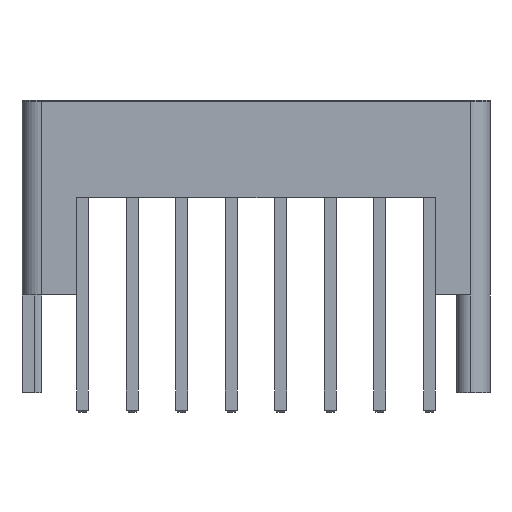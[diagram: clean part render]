
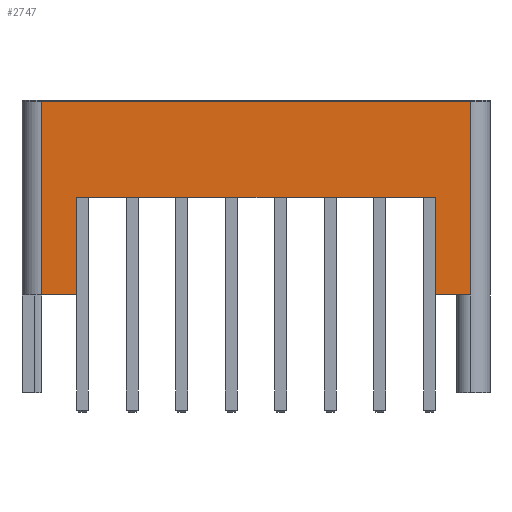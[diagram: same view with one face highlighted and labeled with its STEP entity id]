
A CAD part, left-side view. The second image highlights one B-rep face of the part: STEP entity #2747.
In plain terms, the highlighted planar face has unit normal (-1, 0, 0).
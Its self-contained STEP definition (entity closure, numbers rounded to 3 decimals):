
#76 = PLANE('',#77);
#77 = AXIS2_PLACEMENT_3D('',#78,#79,#80);
#78 = CARTESIAN_POINT('',(-2.2,3.11,-5.));
#79 = DIRECTION('',(1.,0.,0.));
#80 = DIRECTION('',(0.,-1.,0.));
#1940 = EDGE_CURVE('',#1941,#1943,#1945,.T.);
#1941 = VERTEX_POINT('',#1942);
#1942 = CARTESIAN_POINT('',(-2.2,2.11,9.9));
#1943 = VERTEX_POINT('',#1944);
#1944 = CARTESIAN_POINT('',(-2.2,-19.89,9.9));
#1945 = SURFACE_CURVE('',#1946,(#1950,#1957),.PCURVE_S1.);
#1946 = LINE('',#1947,#1948);
#1947 = CARTESIAN_POINT('',(-2.2,3.11,9.9));
#1948 = VECTOR('',#1949,1.);
#1949 = DIRECTION('',(0.,-1.,0.));
#1950 = PCURVE('',#76,#1951);
#1951 = DEFINITIONAL_REPRESENTATION('',(#1952),#1956);
#1952 = LINE('',#1953,#1954);
#1953 = CARTESIAN_POINT('',(0.,-14.9));
#1954 = VECTOR('',#1955,1.);
#1955 = DIRECTION('',(1.,0.));
#1956 = ( GEOMETRIC_REPRESENTATION_CONTEXT(2) 
PARAMETRIC_REPRESENTATION_CONTEXT() REPRESENTATION_CONTEXT('2D SPACE',''
  ) );
#1957 = PCURVE('',#1958,#1963);
#1958 = PLANE('',#1959);
#1959 = AXIS2_PLACEMENT_3D('',#1960,#1961,#1962);
#1960 = CARTESIAN_POINT('',(-2.2,3.11,-5.));
#1961 = DIRECTION('',(1.,0.,0.));
#1962 = DIRECTION('',(0.,-1.,0.));
#1963 = DEFINITIONAL_REPRESENTATION('',(#1964),#1968);
#1964 = LINE('',#1965,#1966);
#1965 = CARTESIAN_POINT('',(0.,-14.9));
#1966 = VECTOR('',#1967,1.);
#1967 = DIRECTION('',(1.,0.));
#1968 = ( GEOMETRIC_REPRESENTATION_CONTEXT(2) 
PARAMETRIC_REPRESENTATION_CONTEXT() REPRESENTATION_CONTEXT('2D SPACE',''
  ) );
#2033 = CYLINDRICAL_SURFACE('',#2034,1.);
#2034 = AXIS2_PLACEMENT_3D('',#2035,#2036,#2037);
#2035 = CARTESIAN_POINT('',(-1.2,2.11,-5.));
#2036 = DIRECTION('',(0.,0.,1.));
#2037 = DIRECTION('',(-1.,0.,0.));
#2087 = CYLINDRICAL_SURFACE('',#2088,1.);
#2088 = AXIS2_PLACEMENT_3D('',#2089,#2090,#2091);
#2089 = CARTESIAN_POINT('',(-1.2,-19.89,-5.));
#2090 = DIRECTION('',(0.,0.,1.));
#2091 = DIRECTION('',(-1.,0.,0.));
#2747 = ADVANCED_FACE('',(#2748),#1958,.F.);
#2748 = FACE_BOUND('',#2749,.F.);
#2749 = EDGE_LOOP('',(#2750,#2780,#2801,#2802,#2825,#2853,#2881,#2909));
#2750 = ORIENTED_EDGE('',*,*,#2751,.F.);
#2751 = EDGE_CURVE('',#2752,#2754,#2756,.T.);
#2752 = VERTEX_POINT('',#2753);
#2753 = CARTESIAN_POINT('',(-2.2,2.11,0.));
#2754 = VERTEX_POINT('',#2755);
#2755 = CARTESIAN_POINT('',(-2.2,0.31,0.));
#2756 = SURFACE_CURVE('',#2757,(#2761,#2768),.PCURVE_S1.);
#2757 = LINE('',#2758,#2759);
#2758 = CARTESIAN_POINT('',(-2.2,2.11,0.));
#2759 = VECTOR('',#2760,1.);
#2760 = DIRECTION('',(0.,-1.,0.));
#2761 = PCURVE('',#1958,#2762);
#2762 = DEFINITIONAL_REPRESENTATION('',(#2763),#2767);
#2763 = LINE('',#2764,#2765);
#2764 = CARTESIAN_POINT('',(1.,-5.));
#2765 = VECTOR('',#2766,1.);
#2766 = DIRECTION('',(1.,0.));
#2767 = ( GEOMETRIC_REPRESENTATION_CONTEXT(2) 
PARAMETRIC_REPRESENTATION_CONTEXT() REPRESENTATION_CONTEXT('2D SPACE',''
  ) );
#2768 = PCURVE('',#2769,#2774);
#2769 = PLANE('',#2770);
#2770 = AXIS2_PLACEMENT_3D('',#2771,#2772,#2773);
#2771 = CARTESIAN_POINT('',(8.8,-7.89,0.));
#2772 = DIRECTION('',(0.,0.,1.));
#2773 = DIRECTION('',(0.,-1.,0.));
#2774 = DEFINITIONAL_REPRESENTATION('',(#2775),#2779);
#2775 = LINE('',#2776,#2777);
#2776 = CARTESIAN_POINT('',(-10.,-11.));
#2777 = VECTOR('',#2778,1.);
#2778 = DIRECTION('',(1.,0.));
#2779 = ( GEOMETRIC_REPRESENTATION_CONTEXT(2) 
PARAMETRIC_REPRESENTATION_CONTEXT() REPRESENTATION_CONTEXT('2D SPACE',''
  ) );
#2780 = ORIENTED_EDGE('',*,*,#2781,.T.);
#2781 = EDGE_CURVE('',#2752,#1941,#2782,.T.);
#2782 = SURFACE_CURVE('',#2783,(#2787,#2794),.PCURVE_S1.);
#2783 = LINE('',#2784,#2785);
#2784 = CARTESIAN_POINT('',(-2.2,2.11,-5.));
#2785 = VECTOR('',#2786,1.);
#2786 = DIRECTION('',(0.,0.,1.));
#2787 = PCURVE('',#1958,#2788);
#2788 = DEFINITIONAL_REPRESENTATION('',(#2789),#2793);
#2789 = LINE('',#2790,#2791);
#2790 = CARTESIAN_POINT('',(1.,0.));
#2791 = VECTOR('',#2792,1.);
#2792 = DIRECTION('',(0.,-1.));
#2793 = ( GEOMETRIC_REPRESENTATION_CONTEXT(2) 
PARAMETRIC_REPRESENTATION_CONTEXT() REPRESENTATION_CONTEXT('2D SPACE',''
  ) );
#2794 = PCURVE('',#2033,#2795);
#2795 = DEFINITIONAL_REPRESENTATION('',(#2796),#2800);
#2796 = LINE('',#2797,#2798);
#2797 = CARTESIAN_POINT('',(-0.,0.));
#2798 = VECTOR('',#2799,1.);
#2799 = DIRECTION('',(-0.,1.));
#2800 = ( GEOMETRIC_REPRESENTATION_CONTEXT(2) 
PARAMETRIC_REPRESENTATION_CONTEXT() REPRESENTATION_CONTEXT('2D SPACE',''
  ) );
#2801 = ORIENTED_EDGE('',*,*,#1940,.T.);
#2802 = ORIENTED_EDGE('',*,*,#2803,.F.);
#2803 = EDGE_CURVE('',#2804,#1943,#2806,.T.);
#2804 = VERTEX_POINT('',#2805);
#2805 = CARTESIAN_POINT('',(-2.2,-19.89,0.));
#2806 = SURFACE_CURVE('',#2807,(#2811,#2818),.PCURVE_S1.);
#2807 = LINE('',#2808,#2809);
#2808 = CARTESIAN_POINT('',(-2.2,-19.89,-5.));
#2809 = VECTOR('',#2810,1.);
#2810 = DIRECTION('',(0.,0.,1.));
#2811 = PCURVE('',#1958,#2812);
#2812 = DEFINITIONAL_REPRESENTATION('',(#2813),#2817);
#2813 = LINE('',#2814,#2815);
#2814 = CARTESIAN_POINT('',(23.,0.));
#2815 = VECTOR('',#2816,1.);
#2816 = DIRECTION('',(0.,-1.));
#2817 = ( GEOMETRIC_REPRESENTATION_CONTEXT(2) 
PARAMETRIC_REPRESENTATION_CONTEXT() REPRESENTATION_CONTEXT('2D SPACE',''
  ) );
#2818 = PCURVE('',#2087,#2819);
#2819 = DEFINITIONAL_REPRESENTATION('',(#2820),#2824);
#2820 = LINE('',#2821,#2822);
#2821 = CARTESIAN_POINT('',(0.,0.));
#2822 = VECTOR('',#2823,1.);
#2823 = DIRECTION('',(0.,1.));
#2824 = ( GEOMETRIC_REPRESENTATION_CONTEXT(2) 
PARAMETRIC_REPRESENTATION_CONTEXT() REPRESENTATION_CONTEXT('2D SPACE',''
  ) );
#2825 = ORIENTED_EDGE('',*,*,#2826,.F.);
#2826 = EDGE_CURVE('',#2827,#2804,#2829,.T.);
#2827 = VERTEX_POINT('',#2828);
#2828 = CARTESIAN_POINT('',(-2.2,-18.09,0.));
#2829 = SURFACE_CURVE('',#2830,(#2834,#2841),.PCURVE_S1.);
#2830 = LINE('',#2831,#2832);
#2831 = CARTESIAN_POINT('',(-2.2,2.11,0.));
#2832 = VECTOR('',#2833,1.);
#2833 = DIRECTION('',(0.,-1.,0.));
#2834 = PCURVE('',#1958,#2835);
#2835 = DEFINITIONAL_REPRESENTATION('',(#2836),#2840);
#2836 = LINE('',#2837,#2838);
#2837 = CARTESIAN_POINT('',(1.,-5.));
#2838 = VECTOR('',#2839,1.);
#2839 = DIRECTION('',(1.,0.));
#2840 = ( GEOMETRIC_REPRESENTATION_CONTEXT(2) 
PARAMETRIC_REPRESENTATION_CONTEXT() REPRESENTATION_CONTEXT('2D SPACE',''
  ) );
#2841 = PCURVE('',#2842,#2847);
#2842 = PLANE('',#2843);
#2843 = AXIS2_PLACEMENT_3D('',#2844,#2845,#2846);
#2844 = CARTESIAN_POINT('',(9.8,-8.89,0.));
#2845 = DIRECTION('',(0.,0.,1.));
#2846 = DIRECTION('',(0.,-1.,0.));
#2847 = DEFINITIONAL_REPRESENTATION('',(#2848),#2852);
#2848 = LINE('',#2849,#2850);
#2849 = CARTESIAN_POINT('',(-11.,-12.));
#2850 = VECTOR('',#2851,1.);
#2851 = DIRECTION('',(1.,0.));
#2852 = ( GEOMETRIC_REPRESENTATION_CONTEXT(2) 
PARAMETRIC_REPRESENTATION_CONTEXT() REPRESENTATION_CONTEXT('2D SPACE',''
  ) );
#2853 = ORIENTED_EDGE('',*,*,#2854,.T.);
#2854 = EDGE_CURVE('',#2827,#2855,#2857,.T.);
#2855 = VERTEX_POINT('',#2856);
#2856 = CARTESIAN_POINT('',(-2.2,-18.09,5.));
#2857 = SURFACE_CURVE('',#2858,(#2862,#2869),.PCURVE_S1.);
#2858 = LINE('',#2859,#2860);
#2859 = CARTESIAN_POINT('',(-2.2,-18.09,-5.));
#2860 = VECTOR('',#2861,1.);
#2861 = DIRECTION('',(0.,0.,1.));
#2862 = PCURVE('',#1958,#2863);
#2863 = DEFINITIONAL_REPRESENTATION('',(#2864),#2868);
#2864 = LINE('',#2865,#2866);
#2865 = CARTESIAN_POINT('',(21.2,0.));
#2866 = VECTOR('',#2867,1.);
#2867 = DIRECTION('',(0.,-1.));
#2868 = ( GEOMETRIC_REPRESENTATION_CONTEXT(2) 
PARAMETRIC_REPRESENTATION_CONTEXT() REPRESENTATION_CONTEXT('2D SPACE',''
  ) );
#2869 = PCURVE('',#2870,#2875);
#2870 = PLANE('',#2871);
#2871 = AXIS2_PLACEMENT_3D('',#2872,#2873,#2874);
#2872 = CARTESIAN_POINT('',(-2.2,-18.09,-5.));
#2873 = DIRECTION('',(0.,1.,0.));
#2874 = DIRECTION('',(1.,0.,0.));
#2875 = DEFINITIONAL_REPRESENTATION('',(#2876),#2880);
#2876 = LINE('',#2877,#2878);
#2877 = CARTESIAN_POINT('',(0.,0.));
#2878 = VECTOR('',#2879,1.);
#2879 = DIRECTION('',(0.,-1.));
#2880 = ( GEOMETRIC_REPRESENTATION_CONTEXT(2) 
PARAMETRIC_REPRESENTATION_CONTEXT() REPRESENTATION_CONTEXT('2D SPACE',''
  ) );
#2881 = ORIENTED_EDGE('',*,*,#2882,.F.);
#2882 = EDGE_CURVE('',#2883,#2855,#2885,.T.);
#2883 = VERTEX_POINT('',#2884);
#2884 = CARTESIAN_POINT('',(-2.2,0.31,5.));
#2885 = SURFACE_CURVE('',#2886,(#2890,#2897),.PCURVE_S1.);
#2886 = LINE('',#2887,#2888);
#2887 = CARTESIAN_POINT('',(-2.2,0.31,5.));
#2888 = VECTOR('',#2889,1.);
#2889 = DIRECTION('',(0.,-1.,0.));
#2890 = PCURVE('',#1958,#2891);
#2891 = DEFINITIONAL_REPRESENTATION('',(#2892),#2896);
#2892 = LINE('',#2893,#2894);
#2893 = CARTESIAN_POINT('',(2.8,-10.));
#2894 = VECTOR('',#2895,1.);
#2895 = DIRECTION('',(1.,0.));
#2896 = ( GEOMETRIC_REPRESENTATION_CONTEXT(2) 
PARAMETRIC_REPRESENTATION_CONTEXT() REPRESENTATION_CONTEXT('2D SPACE',''
  ) );
#2897 = PCURVE('',#2898,#2903);
#2898 = PLANE('',#2899);
#2899 = AXIS2_PLACEMENT_3D('',#2900,#2901,#2902);
#2900 = CARTESIAN_POINT('',(9.8,-8.89,5.));
#2901 = DIRECTION('',(0.,0.,1.));
#2902 = DIRECTION('',(0.,-1.,0.));
#2903 = DEFINITIONAL_REPRESENTATION('',(#2904),#2908);
#2904 = LINE('',#2905,#2906);
#2905 = CARTESIAN_POINT('',(-9.2,-12.));
#2906 = VECTOR('',#2907,1.);
#2907 = DIRECTION('',(1.,0.));
#2908 = ( GEOMETRIC_REPRESENTATION_CONTEXT(2) 
PARAMETRIC_REPRESENTATION_CONTEXT() REPRESENTATION_CONTEXT('2D SPACE',''
  ) );
#2909 = ORIENTED_EDGE('',*,*,#2910,.F.);
#2910 = EDGE_CURVE('',#2754,#2883,#2911,.T.);
#2911 = SURFACE_CURVE('',#2912,(#2916,#2923),.PCURVE_S1.);
#2912 = LINE('',#2913,#2914);
#2913 = CARTESIAN_POINT('',(-2.2,0.31,-5.));
#2914 = VECTOR('',#2915,1.);
#2915 = DIRECTION('',(0.,0.,1.));
#2916 = PCURVE('',#1958,#2917);
#2917 = DEFINITIONAL_REPRESENTATION('',(#2918),#2922);
#2918 = LINE('',#2919,#2920);
#2919 = CARTESIAN_POINT('',(2.8,0.));
#2920 = VECTOR('',#2921,1.);
#2921 = DIRECTION('',(0.,-1.));
#2922 = ( GEOMETRIC_REPRESENTATION_CONTEXT(2) 
PARAMETRIC_REPRESENTATION_CONTEXT() REPRESENTATION_CONTEXT('2D SPACE',''
  ) );
#2923 = PCURVE('',#2924,#2929);
#2924 = PLANE('',#2925);
#2925 = AXIS2_PLACEMENT_3D('',#2926,#2927,#2928);
#2926 = CARTESIAN_POINT('',(21.8,0.31,-5.));
#2927 = DIRECTION('',(0.,-1.,0.));
#2928 = DIRECTION('',(-1.,0.,0.));
#2929 = DEFINITIONAL_REPRESENTATION('',(#2930),#2934);
#2930 = LINE('',#2931,#2932);
#2931 = CARTESIAN_POINT('',(24.,0.));
#2932 = VECTOR('',#2933,1.);
#2933 = DIRECTION('',(0.,-1.));
#2934 = ( GEOMETRIC_REPRESENTATION_CONTEXT(2) 
PARAMETRIC_REPRESENTATION_CONTEXT() REPRESENTATION_CONTEXT('2D SPACE',''
  ) );
